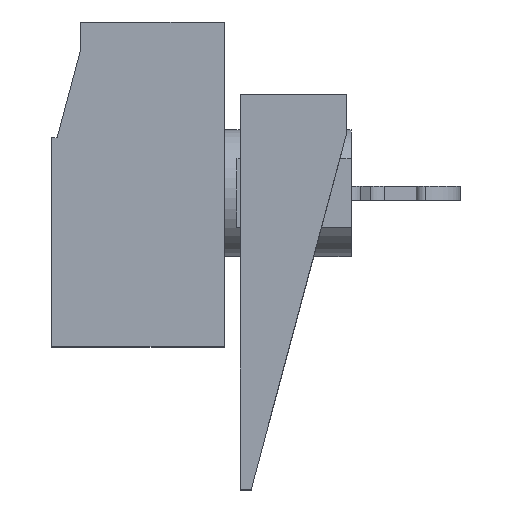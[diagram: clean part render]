
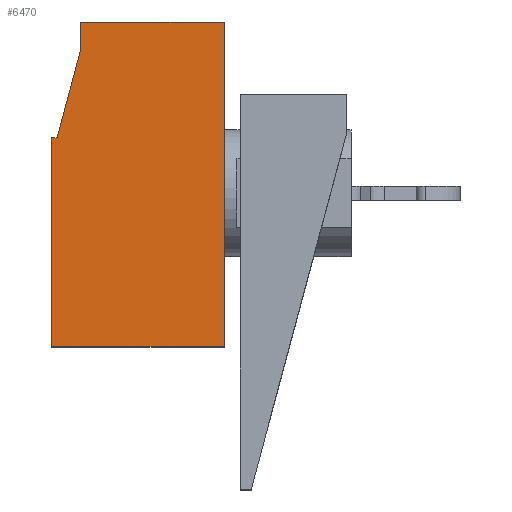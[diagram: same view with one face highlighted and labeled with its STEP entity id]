
A CAD part, top view. The second image highlights one B-rep face of the part: STEP entity #6470.
In plain terms, the highlighted planar face has unit normal (0, 0, 1).
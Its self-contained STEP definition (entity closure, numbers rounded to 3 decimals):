
#590=CARTESIAN_POINT('',(-418.13,188.965,9.98));
#600=VERTEX_POINT('',#590);
#630=CARTESIAN_POINT('',(-418.13,188.965,9.98));
#640=DIRECTION('',(-0.259,-0.966,0.));
#650=VECTOR('',#640,1.);
#660=LINE('',#630,#650);
#670=CARTESIAN_POINT('',(-419.604,183.465,9.98));
#680=VERTEX_POINT('',#670);
#690=EDGE_CURVE('',#600,#680,#660,.T.);
#1010=CARTESIAN_POINT('',(-419.604,183.465,9.98));
#1020=DIRECTION('',(-1.,0.,0.));
#1030=VECTOR('',#1020,1.);
#1040=LINE('',#1010,#1030);
#1050=CARTESIAN_POINT('',(-419.954,183.465,9.98));
#1060=VERTEX_POINT('',#1050);
#1070=EDGE_CURVE('',#680,#1060,#1040,.T.);
#3090=CARTESIAN_POINT('',(-419.954,170.265,9.98));
#3100=VERTEX_POINT('',#3090);
#3130=CARTESIAN_POINT('',(0.,170.265,9.98));
#3140=DIRECTION('',(1.,0.,0.));
#3150=VECTOR('',#3140,1.);
#3160=LINE('',#3130,#3150);
#3170=CARTESIAN_POINT('',(-409.054,170.265,9.98));
#3180=VERTEX_POINT('',#3170);
#3190=EDGE_CURVE('',#3100,#3180,#3160,.T.);
#4100=CARTESIAN_POINT('',(-418.13,190.765,9.98));
#4110=VERTEX_POINT('',#4100);
#4140=CARTESIAN_POINT('',(-418.13,0.,9.98));
#4150=DIRECTION('',(0.,-1.,0.));
#4160=VECTOR('',#4150,1.);
#4170=LINE('',#4140,#4160);
#4180=EDGE_CURVE('',#4110,#600,#4170,.T.);
#4910=CARTESIAN_POINT('',(-409.054,190.765,9.98));
#4920=VERTEX_POINT('',#4910);
#4950=CARTESIAN_POINT('',(0.,190.765,9.98));
#4960=DIRECTION('',(1.,0.,0.));
#4970=VECTOR('',#4960,1.);
#4980=LINE('',#4950,#4970);
#4990=EDGE_CURVE('',#4110,#4920,#4980,.T.);
#6110=CARTESIAN_POINT('',(-419.954,0.,9.98));
#6120=DIRECTION('',(0.,-1.,0.));
#6130=VECTOR('',#6120,1.);
#6140=LINE('',#6110,#6130);
#6150=EDGE_CURVE('',#1060,#3100,#6140,.T.);
#6280=CARTESIAN_POINT('',(-4.3,0.,9.98));
#6290=DIRECTION('',(0.,0.,1.));
#6300=DIRECTION('',(1.,0.,0.));
#6310=AXIS2_PLACEMENT_3D('',#6280,#6290,#6300);
#6320=PLANE('',#6310);
#6330=ORIENTED_EDGE('',*,*,#6150,.T.);
#6340=ORIENTED_EDGE('',*,*,#1070,.T.);
#6350=ORIENTED_EDGE('',*,*,#690,.T.);
#6360=ORIENTED_EDGE('',*,*,#4180,.T.);
#6370=ORIENTED_EDGE('',*,*,#4990,.F.);
#6380=CARTESIAN_POINT('',(-409.054,0.,9.98));
#6390=DIRECTION('',(0.,-1.,0.));
#6400=VECTOR('',#6390,1.);
#6410=LINE('',#6380,#6400);
#6420=EDGE_CURVE('',#4920,#3180,#6410,.T.);
#6430=ORIENTED_EDGE('',*,*,#6420,.F.);
#6440=ORIENTED_EDGE('',*,*,#3190,.T.);
#6450=EDGE_LOOP('',(#6440,#6430,#6370,#6360,#6350,#6340,#6330));
#6460=FACE_OUTER_BOUND('',#6450,.T.);
#6470=ADVANCED_FACE('',(#6460),#6320,.T.);
